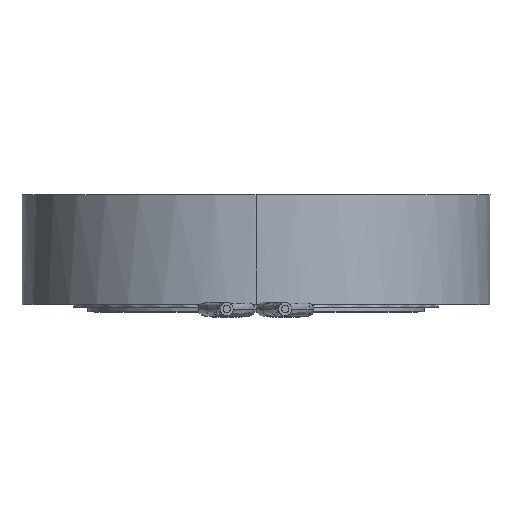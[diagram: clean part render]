
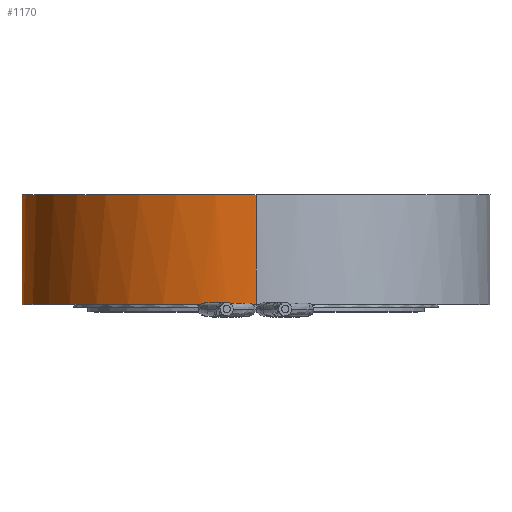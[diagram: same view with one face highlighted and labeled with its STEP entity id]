
A CAD part, top view. The second image highlights one B-rep face of the part: STEP entity #1170.
In plain terms, the highlighted cylindrical face has radius 8 mm (diameter 16 mm), a partial arc.
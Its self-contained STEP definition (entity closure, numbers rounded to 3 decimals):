
#46=B_SPLINE_CURVE_WITH_KNOTS('',3,(#2575,#2576,#2577,#2578,#2579,#2580),
 .UNSPECIFIED.,.F.,.U.,(4,2,4),(0.,0.,0.001),
 .UNSPECIFIED.);
#47=B_SPLINE_CURVE_WITH_KNOTS('',3,(#2582,#2583,#2584,#2585),
 .UNSPECIFIED.,.F.,.U.,(4,4),(0.001,0.002),
 .UNSPECIFIED.);
#278=VECTOR('',#1473,1.);
#279=VECTOR('',#1478,1.);
#313=LINE('',#2571,#278);
#314=LINE('',#2589,#279);
#344=VERTEX_POINT('',#2477);
#345=VERTEX_POINT('',#2478);
#382=VERTEX_POINT('',#2572);
#383=VERTEX_POINT('',#2574);
#384=VERTEX_POINT('',#2581);
#385=VERTEX_POINT('',#2586);
#386=VERTEX_POINT('',#2588);
#441=CIRCLE('',#2803,8.);
#469=CIRCLE('',#2841,8.);
#470=CIRCLE('',#2842,8.);
#561=EDGE_CURVE('',#345,#344,#441,.T.);
#607=EDGE_CURVE('',#344,#382,#313,.T.);
#608=EDGE_CURVE('',#382,#383,#469,.T.);
#609=EDGE_CURVE('',#383,#384,#46,.T.);
#610=EDGE_CURVE('',#384,#385,#47,.T.);
#611=EDGE_CURVE('',#385,#386,#470,.T.);
#612=EDGE_CURVE('',#345,#386,#314,.T.);
#812=ORIENTED_EDGE('',*,*,#561,.T.);
#813=ORIENTED_EDGE('',*,*,#607,.T.);
#814=ORIENTED_EDGE('',*,*,#608,.T.);
#815=ORIENTED_EDGE('',*,*,#609,.T.);
#816=ORIENTED_EDGE('',*,*,#610,.T.);
#817=ORIENTED_EDGE('',*,*,#611,.T.);
#818=ORIENTED_EDGE('',*,*,#612,.F.);
#1011=EDGE_LOOP('',(#812,#813,#814,#815,#816,#817,#818));
#1095=FACE_BOUND('',#1011,.T.);
#1170=ADVANCED_FACE('',(#1095),#1230,.T.);
#1230=CYLINDRICAL_SURFACE('',#2840,8.);
#1379=DIRECTION('',(0.,-1.,0.));
#1380=DIRECTION('',(0.,0.,-8.));
#1471=DIRECTION('',(0.,-1.,0.));
#1472=DIRECTION('',(0.,0.,-8.));
#1473=DIRECTION('',(0.,-1.,0.));
#1474=DIRECTION('',(0.,1.,0.));
#1475=DIRECTION('',(0.,0.,8.));
#1476=DIRECTION('',(0.,1.,0.));
#1477=DIRECTION('',(0.,0.,8.));
#1478=DIRECTION('',(0.,-1.,0.));
#2477=CARTESIAN_POINT('',(0.,3.748,-8.));
#2478=CARTESIAN_POINT('',(0.,3.748,8.));
#2479=CARTESIAN_POINT('',(0.,3.748,0.));
#2570=CARTESIAN_POINT('',(0.,3.75,0.));
#2571=CARTESIAN_POINT('',(0.,3.75,-8.));
#2572=CARTESIAN_POINT('',(0.,0.,-8.));
#2573=CARTESIAN_POINT('',(0.,0.,0.));
#2574=CARTESIAN_POINT('',(-1.873,0.,7.778));
#2575=CARTESIAN_POINT('',(-1.873,0.,7.778));
#2576=CARTESIAN_POINT('',(-1.729,0.,7.812));
#2577=CARTESIAN_POINT('',(-1.585,-0.022,7.843));
#2578=CARTESIAN_POINT('',(-1.294,-0.057,7.896));
#2579=CARTESIAN_POINT('',(-1.148,-0.067,7.919));
#2580=CARTESIAN_POINT('',(-1.,-0.057,7.937));
#2581=CARTESIAN_POINT('',(-1.,-0.057,7.937));
#2582=CARTESIAN_POINT('',(-1.,-0.057,7.937));
#2583=CARTESIAN_POINT('',(-0.795,-0.044,7.963));
#2584=CARTESIAN_POINT('',(-0.589,0.,7.981));
#2585=CARTESIAN_POINT('',(-0.379,0.,7.991));
#2586=CARTESIAN_POINT('',(-0.379,0.,7.991));
#2587=CARTESIAN_POINT('',(0.,0.,0.));
#2588=CARTESIAN_POINT('',(0.,0.,8.));
#2589=CARTESIAN_POINT('',(0.,3.75,8.));
#2803=AXIS2_PLACEMENT_3D('',#2479,#1379,#1380);
#2840=AXIS2_PLACEMENT_3D('',#2570,#1471,#1472);
#2841=AXIS2_PLACEMENT_3D('',#2573,#1474,#1475);
#2842=AXIS2_PLACEMENT_3D('',#2587,#1476,#1477);
